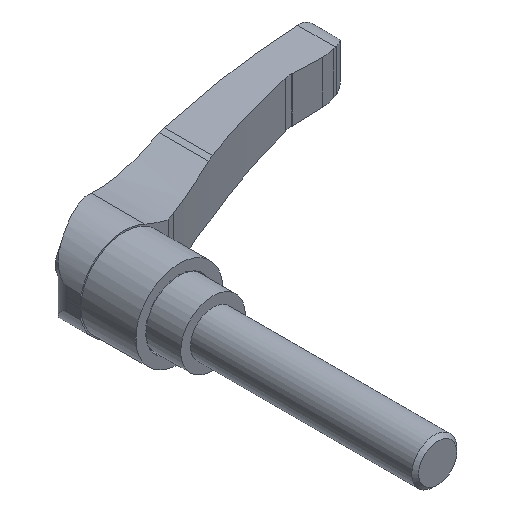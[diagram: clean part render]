
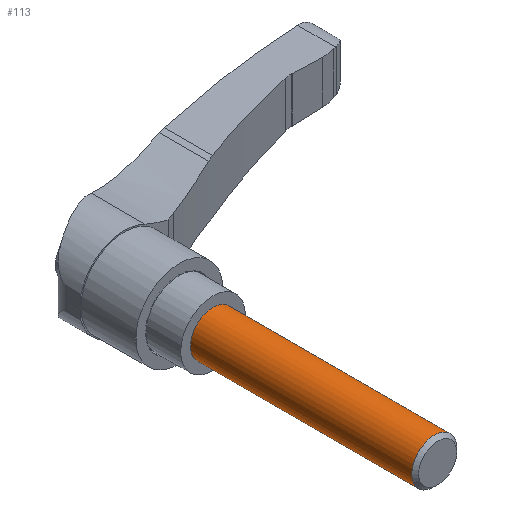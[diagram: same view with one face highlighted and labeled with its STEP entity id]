
A CAD part, isometric view. The second image highlights one B-rep face of the part: STEP entity #113.
In plain terms, the highlighted cylindrical face has radius 8 mm (diameter 16 mm), a full revolution.
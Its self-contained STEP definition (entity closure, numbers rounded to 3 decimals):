
#113 = ADVANCED_FACE( '', ( #266, #267 ), #268, .T. );
#266 = FACE_OUTER_BOUND( '', #460, .T. );
#267 = FACE_OUTER_BOUND( '', #461, .T. );
#268 = CYLINDRICAL_SURFACE( '', #462, 8. );
#460 = EDGE_LOOP( '', ( #722 ) );
#461 = EDGE_LOOP( '', ( #723 ) );
#462 = AXIS2_PLACEMENT_3D( '', #724, #725, #726 );
#722 = ORIENTED_EDGE( '', *, *, #1085, .F. );
#723 = ORIENTED_EDGE( '', *, *, #1102, .T. );
#724 = CARTESIAN_POINT( '', ( 0., -80., 0. ) );
#725 = DIRECTION( '', ( 0., 1., 0. ) );
#726 = DIRECTION( '', ( 0., 0., -1. ) );
#1085 = EDGE_CURVE( '', #1274, #1274, #1275, .T. );
#1102 = EDGE_CURVE( '', #1304, #1304, #1305, .T. );
#1274 = VERTEX_POINT( '', #1554 );
#1275 = CIRCLE( '', #1555, 8. );
#1304 = VERTEX_POINT( '', #1602 );
#1305 = CIRCLE( '', #1603, 8. );
#1554 = CARTESIAN_POINT( '', ( 0., -78.773, -8. ) );
#1555 = AXIS2_PLACEMENT_3D( '', #2218, #2219, #2220 );
#1602 = CARTESIAN_POINT( '', ( 0., 0., -8. ) );
#1603 = AXIS2_PLACEMENT_3D( '', #2241, #2242, #2243 );
#2218 = CARTESIAN_POINT( '', ( 0., -78.773, 0. ) );
#2219 = DIRECTION( '', ( 0., -1., 0. ) );
#2220 = DIRECTION( '', ( 0., 0., -1. ) );
#2241 = CARTESIAN_POINT( '', ( 0., 0., 0. ) );
#2242 = DIRECTION( '', ( 0., -1., 0. ) );
#2243 = DIRECTION( '', ( 0., 0., -1. ) );
